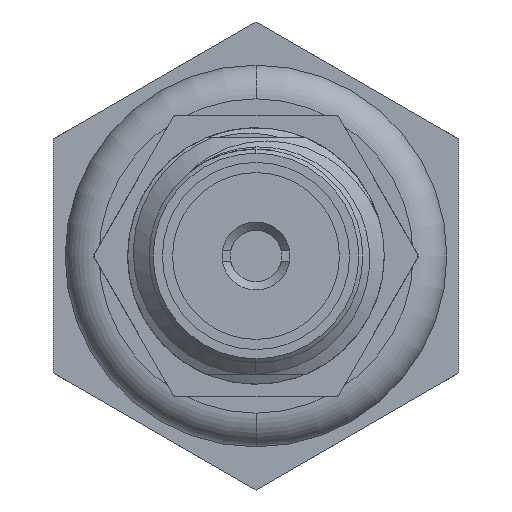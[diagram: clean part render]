
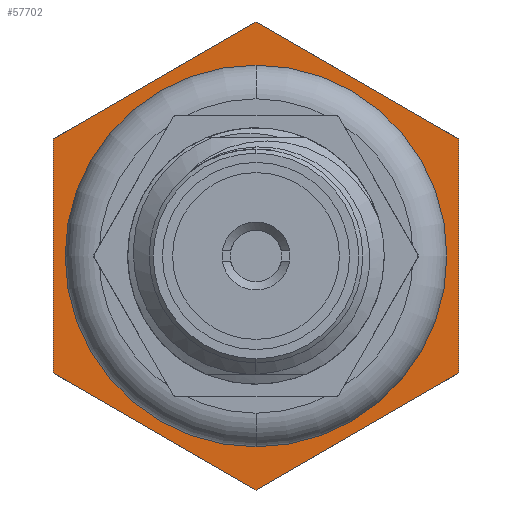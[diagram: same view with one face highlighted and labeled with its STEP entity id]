
A CAD part, left-side view. The second image highlights one B-rep face of the part: STEP entity #57702.
In plain terms, the highlighted planar face has unit normal (-1, 0, 0).
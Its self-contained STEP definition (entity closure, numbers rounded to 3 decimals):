
#20357=DIRECTION('',(0.,0.866,-0.5));
#20358=VECTOR('',#20357,5.75);
#20359=CARTESIAN_POINT('',(1.75,0.,5.75));
#20360=LINE('',#20359,#20358);
#20361=DIRECTION('',(0.,0.866,0.5));
#20362=VECTOR('',#20361,5.75);
#20363=CARTESIAN_POINT('',(1.75,-4.98,2.875));
#20364=LINE('',#20363,#20362);
#20365=DIRECTION('',(0.,0.,1.));
#20366=VECTOR('',#20365,5.75);
#20367=CARTESIAN_POINT('',(1.75,-4.98,-2.875));
#20368=LINE('',#20367,#20366);
#20369=DIRECTION('',(0.,-0.866,0.5));
#20370=VECTOR('',#20369,5.75);
#20371=CARTESIAN_POINT('',(1.75,0.,-5.75));
#20372=LINE('',#20371,#20370);
#20373=DIRECTION('',(0.,-0.866,-0.5));
#20374=VECTOR('',#20373,5.75);
#20375=CARTESIAN_POINT('',(1.75,4.98,-2.875));
#20376=LINE('',#20375,#20374);
#20377=DIRECTION('',(0.,0.,-1.));
#20378=VECTOR('',#20377,5.75);
#20379=CARTESIAN_POINT('',(1.75,4.98,2.875));
#20380=LINE('',#20379,#20378);
#20381=CARTESIAN_POINT('',(1.75,0.,0.));
#20382=DIRECTION('',(1.,0.,0.));
#20383=DIRECTION('',(0.,0.,-1.));
#20384=AXIS2_PLACEMENT_3D('',#20381,#20382,#20383);
#20396=CARTESIAN_POINT('',(1.75,0.,0.));
#20397=DIRECTION('',(-1.,0.,0.));
#20398=DIRECTION('',(0.,0.,-1.));
#20399=AXIS2_PLACEMENT_3D('',#20396,#20397,#20398);
#23091=CARTESIAN_POINT('',(1.75,0.,-4.69));
#23093=VERTEX_POINT('',#23091);
#23095=CARTESIAN_POINT('',(1.75,0.,4.69));
#23097=VERTEX_POINT('',#23095);
#23167=CARTESIAN_POINT('',(1.75,0.,5.75));
#23168=CARTESIAN_POINT('',(1.75,4.98,2.875));
#23169=VERTEX_POINT('',#23167);
#23170=VERTEX_POINT('',#23168);
#23171=CARTESIAN_POINT('',(1.75,4.98,-2.875));
#23172=VERTEX_POINT('',#23171);
#23173=CARTESIAN_POINT('',(1.75,0.,-5.75));
#23174=VERTEX_POINT('',#23173);
#23175=CARTESIAN_POINT('',(1.75,-4.98,-2.875));
#23176=VERTEX_POINT('',#23175);
#23177=CARTESIAN_POINT('',(1.75,-4.98,2.875));
#23178=VERTEX_POINT('',#23177);
#57682=CARTESIAN_POINT('',(1.75,0.,0.));
#57683=DIRECTION('',(1.,0.,0.));
#57684=DIRECTION('',(0.,0.,1.));
#57685=AXIS2_PLACEMENT_3D('',#57682,#57683,#57684);
#57686=PLANE('',#57685);
#57687=ORIENTED_EDGE('',*,*,#57533,.F.);
#57689=ORIENTED_EDGE('',*,*,#57688,.F.);
#57690=ORIENTED_EDGE('',*,*,#57627,.F.);
#57691=ORIENTED_EDGE('',*,*,#57644,.F.);
#57692=ORIENTED_EDGE('',*,*,#57660,.F.);
#57693=ORIENTED_EDGE('',*,*,#57675,.F.);
#57694=EDGE_LOOP('',(#57687,#57689,#57690,#57691,#57692,#57693));
#57695=FACE_OUTER_BOUND('',#57694,.F.);
#57697=ORIENTED_EDGE('',*,*,#57696,.F.);
#57699=ORIENTED_EDGE('',*,*,#57698,.T.);
#57700=EDGE_LOOP('',(#57697,#57699));
#57701=FACE_BOUND('',#57700,.F.);
#20385=CIRCLE('',#20384,4.69);
#20400=CIRCLE('',#20399,4.69);
#57533=EDGE_CURVE('',#23169,#23170,#20360,.T.);
#57627=EDGE_CURVE('',#23176,#23178,#20368,.T.);
#57644=EDGE_CURVE('',#23174,#23176,#20372,.T.);
#57660=EDGE_CURVE('',#23172,#23174,#20376,.T.);
#57675=EDGE_CURVE('',#23170,#23172,#20380,.T.);
#57688=EDGE_CURVE('',#23178,#23169,#20364,.T.);
#57696=EDGE_CURVE('',#23093,#23097,#20385,.T.);
#57698=EDGE_CURVE('',#23093,#23097,#20400,.T.);
#57702=ADVANCED_FACE('',(#57695,#57701),#57686,.F.);
